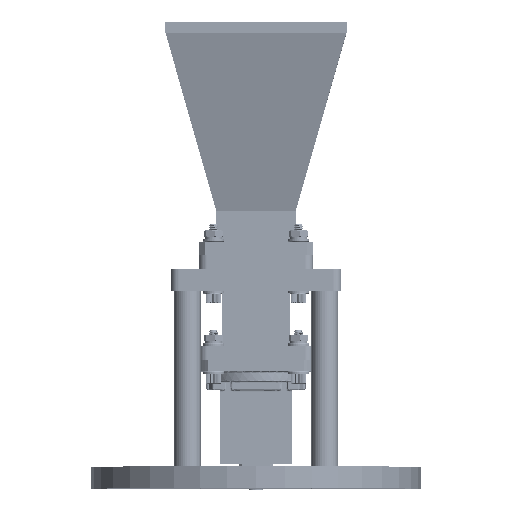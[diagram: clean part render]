
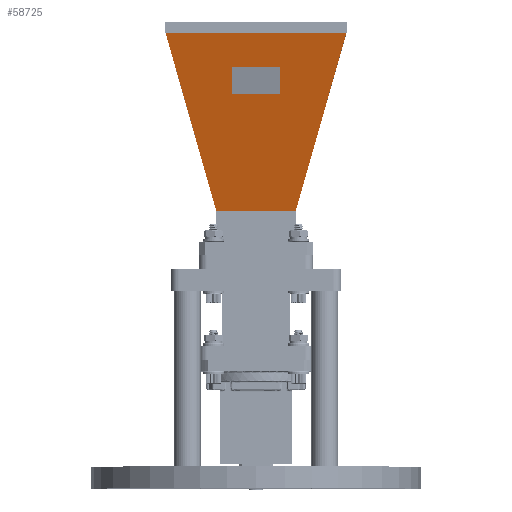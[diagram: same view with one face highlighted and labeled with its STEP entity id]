
A CAD part, top view. The second image highlights one B-rep face of the part: STEP entity #58725.
In plain terms, the highlighted face is planar.
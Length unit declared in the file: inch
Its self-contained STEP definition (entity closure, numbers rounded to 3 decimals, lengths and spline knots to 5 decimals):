
#458 = CARTESIAN_POINT ( 'NONE',  ( 0.74086, 0.35, 3.63867 ) ) ;
#830 = PLANE ( 'NONE',  #54805 ) ;
#2651 = ORIENTED_EDGE ( 'NONE', *, *, #23182, .F. ) ;
#3749 = EDGE_CURVE ( 'NONE', #14928, #31494, #30942, .T. ) ;
#3881 = DIRECTION ( 'NONE',  ( -0.235, 0.266, -0.935 ) ) ;
#4591 = CARTESIAN_POINT ( 'NONE',  ( 0.31811, 0.56865, 1.95391 ) ) ;
#5334 = DIRECTION ( 'NONE',  ( 0.97, 0., -0.243 ) ) ;
#5395 = DIRECTION ( 'NONE',  ( 0.243, 0., 0.97 ) ) ;
#6294 = ORIENTED_EDGE ( 'NONE', *, *, #27314, .T. ) ;
#6478 = LINE ( 'NONE', #48615, #57468 ) ;
#6729 = EDGE_CURVE ( 'NONE', #42721, #14928, #40200, .T. ) ;
#8361 = CARTESIAN_POINT ( 'NONE',  ( 0.9599, 0., 4.5116 ) ) ;
#9373 = DIRECTION ( 'NONE',  ( 0., -1., 0. ) ) ;
#11164 = FACE_BOUND ( 'NONE', #16393, .T. ) ;
#11352 = VERTEX_POINT ( 'NONE', #26469 ) ;
#11946 = DIRECTION ( 'NONE',  ( 0.235, 0.266, 0.935 ) ) ;
#12143 = ORIENTED_EDGE ( 'NONE', *, *, #6729, .T. ) ;
#12931 = CARTESIAN_POINT ( 'NONE',  ( 0.74086, -0.35, 3.63867 ) ) ;
#13322 = ORIENTED_EDGE ( 'NONE', *, *, #20701, .F. ) ;
#14928 = VERTEX_POINT ( 'NONE', #51919 ) ;
#14953 = ORIENTED_EDGE ( 'NONE', *, *, #50083, .F. ) ;
#15565 = CARTESIAN_POINT ( 'NONE',  ( 0.31811, 0., 1.95391 ) ) ;
#15984 = FACE_OUTER_BOUND ( 'NONE', #25573, .T. ) ;
#16035 = LINE ( 'NONE', #12931, #64292 ) ;
#16393 = EDGE_LOOP ( 'NONE', ( #2651, #13322, #27344, #14953 ) ) ;
#17367 = EDGE_CURVE ( 'NONE', #11352, #42721, #50816, .T. ) ;
#20701 = EDGE_CURVE ( 'NONE', #40914, #21972, #27899, .T. ) ;
#21972 = VERTEX_POINT ( 'NONE', #45530 ) ;
#22596 = CARTESIAN_POINT ( 'NONE',  ( 0.83821, -0.35, 4.02664 ) ) ;
#23182 = EDGE_CURVE ( 'NONE', #21972, #34816, #57951, .T. ) ;
#25573 = EDGE_LOOP ( 'NONE', ( #52224, #6294, #42673, #12143 ) ) ;
#26469 = CARTESIAN_POINT ( 'NONE',  ( 0.9599, 1.2976, 4.5116 ) ) ;
#27314 = EDGE_CURVE ( 'NONE', #31494, #11352, #28006, .T. ) ;
#27344 = ORIENTED_EDGE ( 'NONE', *, *, #40674, .F. ) ;
#27382 = VECTOR ( 'NONE', #11946, 39.37008 ) ;
#27899 = LINE ( 'NONE', #59447, #55900 ) ;
#28006 = LINE ( 'NONE', #59210, #27382 ) ;
#28098 = DIRECTION ( 'NONE',  ( 0., -1., 0. ) ) ;
#28313 = DIRECTION ( 'NONE',  ( 0., 1., 0. ) ) ;
#30942 = LINE ( 'NONE', #15565, #36969 ) ;
#31494 = VERTEX_POINT ( 'NONE', #4591 ) ;
#34816 = VERTEX_POINT ( 'NONE', #22596 ) ;
#36408 = DIRECTION ( 'NONE',  ( 0., 1., 0. ) ) ;
#36969 = VECTOR ( 'NONE', #36408, 39.37008 ) ;
#36991 = VECTOR ( 'NONE', #9373, 39.37008 ) ;
#39603 = VECTOR ( 'NONE', #28098, 39.37008 ) ;
#40200 = LINE ( 'NONE', #50824, #63674 ) ;
#40674 = EDGE_CURVE ( 'NONE', #60602, #40914, #16035, .T. ) ;
#40914 = VERTEX_POINT ( 'NONE', #458 ) ;
#42673 = ORIENTED_EDGE ( 'NONE', *, *, #17367, .T. ) ;
#42721 = VERTEX_POINT ( 'NONE', #57933 ) ;
#44633 = CARTESIAN_POINT ( 'NONE',  ( 0.74086, -0.35, 3.63867 ) ) ;
#45530 = CARTESIAN_POINT ( 'NONE',  ( 0.83821, 0.35, 4.02664 ) ) ;
#48615 = CARTESIAN_POINT ( 'NONE',  ( 0.83821, -0.35, 4.02664 ) ) ;
#50083 = EDGE_CURVE ( 'NONE', #34816, #60602, #6478, .T. ) ;
#50816 = LINE ( 'NONE', #8361, #36991 ) ;
#50824 = CARTESIAN_POINT ( 'NONE',  ( 0.9599, -1.2976, 4.5116 ) ) ;
#51919 = CARTESIAN_POINT ( 'NONE',  ( 0.31811, -0.56865, 1.95391 ) ) ;
#52224 = ORIENTED_EDGE ( 'NONE', *, *, #3749, .T. ) ;
#54805 = AXIS2_PLACEMENT_3D ( 'NONE', #63252, #5334, #58771 ) ;
#55900 = VECTOR ( 'NONE', #5395, 39.37008 ) ;
#57468 = VECTOR ( 'NONE', #63380, 39.37008 ) ;
#57933 = CARTESIAN_POINT ( 'NONE',  ( 0.9599, -1.2976, 4.5116 ) ) ;
#57951 = LINE ( 'NONE', #63446, #39603 ) ;
#58725 = ADVANCED_FACE ( 'NONE', ( #11164, #15984 ), #830, .T. ) ;
#58771 = DIRECTION ( 'NONE',  ( -0.243, 0., -0.97 ) ) ;
#59210 = CARTESIAN_POINT ( 'NONE',  ( 0.31811, 0.56865, 1.95391 ) ) ;
#59447 = CARTESIAN_POINT ( 'NONE',  ( 0.83821, 0.35, 4.02664 ) ) ;
#60602 = VERTEX_POINT ( 'NONE', #44633 ) ;
#63252 = CARTESIAN_POINT ( 'NONE',  ( 0.65331, 0., 3.28976 ) ) ;
#63380 = DIRECTION ( 'NONE',  ( -0.243, 0., -0.97 ) ) ;
#63446 = CARTESIAN_POINT ( 'NONE',  ( 0.83821, -0.35, 4.02664 ) ) ;
#63674 = VECTOR ( 'NONE', #3881, 39.37008 ) ;
#64292 = VECTOR ( 'NONE', #28313, 39.37008 ) ;
